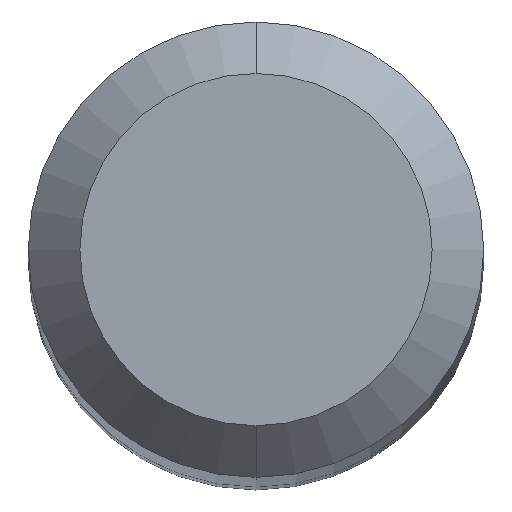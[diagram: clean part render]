
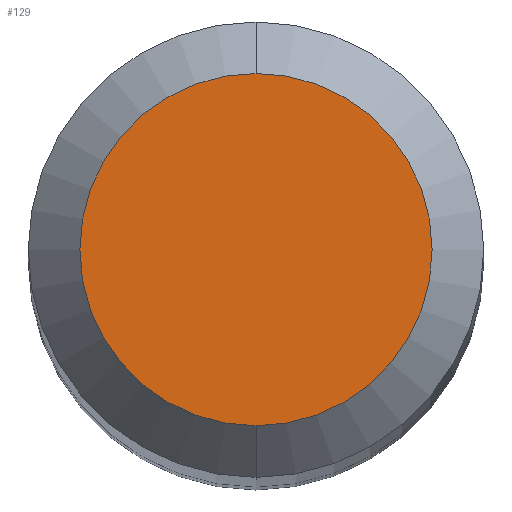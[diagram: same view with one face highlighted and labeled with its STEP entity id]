
A CAD part, top view. The second image highlights one B-rep face of the part: STEP entity #129.
In plain terms, the highlighted planar face has unit normal (0, 0, 1).
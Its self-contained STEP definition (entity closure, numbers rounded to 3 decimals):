
#18 = CARTESIAN_POINT ( 'NONE',  ( 0., 0., 43. ) ) ;
#29 = CIRCLE ( 'NONE', #308, 1.025 ) ;
#36 = EDGE_CURVE ( 'NONE', #156, #139, #29, .T. ) ;
#42 = DIRECTION ( 'NONE',  ( 0., 0., -1. ) ) ;
#51 = ORIENTED_EDGE ( 'NONE', *, *, #188, .F. ) ;
#79 = CARTESIAN_POINT ( 'NONE',  ( 0., -1.025, 43. ) ) ;
#95 = AXIS2_PLACEMENT_3D ( 'NONE', #157, #142, #109 ) ;
#104 = EDGE_LOOP ( 'NONE', ( #323, #51 ) ) ;
#109 = DIRECTION ( 'NONE',  ( 0., 1., 0. ) ) ;
#129 = ADVANCED_FACE ( 'NONE', ( #243 ), #273, .F. ) ;
#132 = DIRECTION ( 'NONE',  ( 0., 0., -1. ) ) ;
#139 = VERTEX_POINT ( 'NONE', #79 ) ;
#142 = DIRECTION ( 'NONE',  ( 0., 0., -1. ) ) ;
#156 = VERTEX_POINT ( 'NONE', #192 ) ;
#157 = CARTESIAN_POINT ( 'NONE',  ( 0., 0., 43. ) ) ;
#188 = EDGE_CURVE ( 'NONE', #139, #156, #262, .T. ) ;
#192 = CARTESIAN_POINT ( 'NONE',  ( 0., 1.025, 43. ) ) ;
#243 = FACE_OUTER_BOUND ( 'NONE', #104, .T. ) ;
#256 = DIRECTION ( 'NONE',  ( 0., 1., 0. ) ) ;
#262 = CIRCLE ( 'NONE', #313, 1.025 ) ;
#273 = PLANE ( 'NONE',  #95 ) ;
#275 = DIRECTION ( 'NONE',  ( 0., 1., 0. ) ) ;
#308 = AXIS2_PLACEMENT_3D ( 'NONE', #321, #132, #275 ) ;
#313 = AXIS2_PLACEMENT_3D ( 'NONE', #18, #42, #256 ) ;
#321 = CARTESIAN_POINT ( 'NONE',  ( 0., 0., 43. ) ) ;
#323 = ORIENTED_EDGE ( 'NONE', *, *, #36, .F. ) ;
